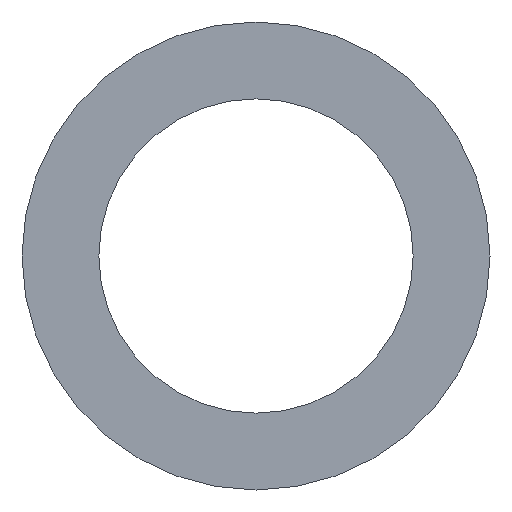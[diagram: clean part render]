
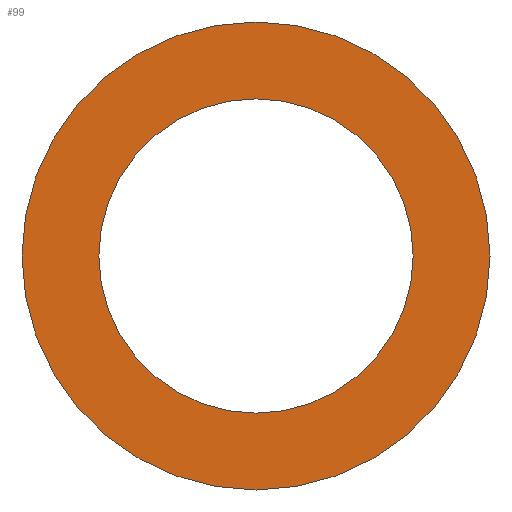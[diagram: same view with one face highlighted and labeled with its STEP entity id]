
A CAD part, left-side view. The second image highlights one B-rep face of the part: STEP entity #99.
In plain terms, the highlighted planar face has unit normal (-1, 0, 0).
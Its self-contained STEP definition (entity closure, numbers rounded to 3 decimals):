
#19=FACE_BOUND('',#33,.T.);
#21=PLANE('',#133);
#26=FACE_OUTER_BOUND('',#32,.T.);
#32=EDGE_LOOP('',(#90,#91));
#33=EDGE_LOOP('',(#92,#93));
#45=CIRCLE('',#128,13.4);
#46=CIRCLE('',#129,13.4);
#47=CIRCLE('',#131,9.);
#48=CIRCLE('',#132,9.);
#54=VERTEX_POINT('',#182);
#55=VERTEX_POINT('',#184);
#56=VERTEX_POINT('',#188);
#57=VERTEX_POINT('',#190);
#65=EDGE_CURVE('',#54,#55,#45,.T.);
#66=EDGE_CURVE('',#55,#54,#46,.T.);
#68=EDGE_CURVE('',#57,#56,#47,.T.);
#69=EDGE_CURVE('',#56,#57,#48,.T.);
#90=ORIENTED_EDGE('',*,*,#66,.F.);
#91=ORIENTED_EDGE('',*,*,#65,.F.);
#92=ORIENTED_EDGE('',*,*,#68,.T.);
#93=ORIENTED_EDGE('',*,*,#69,.T.);
#99=ADVANCED_FACE('',(#26,#19),#21,.T.);
#128=AXIS2_PLACEMENT_3D('',#185,#154,#155);
#129=AXIS2_PLACEMENT_3D('',#186,#156,#157);
#131=AXIS2_PLACEMENT_3D('',#191,#161,#162);
#132=AXIS2_PLACEMENT_3D('',#192,#163,#164);
#133=AXIS2_PLACEMENT_3D('',#193,#165,#166);
#154=DIRECTION('center_axis',(1.,0.,0.));
#155=DIRECTION('ref_axis',(0.,0.,-1.));
#156=DIRECTION('center_axis',(1.,0.,0.));
#157=DIRECTION('ref_axis',(0.,0.,-1.));
#161=DIRECTION('center_axis',(1.,0.,0.));
#162=DIRECTION('ref_axis',(0.,0.,-1.));
#163=DIRECTION('center_axis',(1.,0.,0.));
#164=DIRECTION('ref_axis',(0.,0.,-1.));
#165=DIRECTION('center_axis',(-1.,0.,0.));
#166=DIRECTION('ref_axis',(0.,0.,1.));
#182=CARTESIAN_POINT('',(0.,-13.4,0.));
#184=CARTESIAN_POINT('',(0.,0.,13.4));
#185=CARTESIAN_POINT('Origin',(0.,0.,0.));
#186=CARTESIAN_POINT('Origin',(0.,0.,0.));
#188=CARTESIAN_POINT('',(0.,-9.,0.));
#190=CARTESIAN_POINT('',(0.,9.,0.));
#191=CARTESIAN_POINT('Origin',(0.,0.,0.));
#192=CARTESIAN_POINT('Origin',(0.,0.,0.));
#193=CARTESIAN_POINT('Origin',(0.,13.4,0.));
